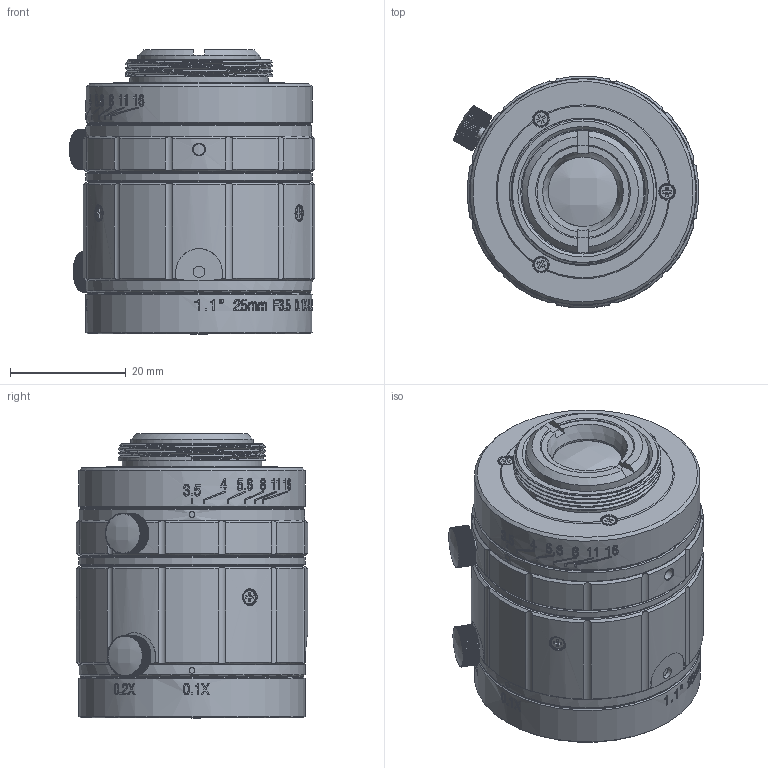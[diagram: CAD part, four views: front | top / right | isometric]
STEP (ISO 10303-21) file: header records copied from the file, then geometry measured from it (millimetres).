
FILE_DESCRIPTION (( 'STEP AP203' ), '1' );
FILE_NAME ('600111.STEP', '2025-01-14T07:38:12', ( 'Windows User' ), ( 'P R C' ), 'SwSTEP 2.0', 'SolidWorks 2020', '' );
FILE_SCHEMA (( 'CONFIG_CONTROL_DESIGN' ));
Length unit declared in the file: millimetre
Products named in the file (1): 600111
Bounding box: 42.31 x 40 x 49.15 mm (x, y, z)
Volume: 39710.6 mm3; surface area: 35898.5 mm2
Topology: 20 solids, 20 shells, 1771 faces, 4844 edges, 3233 vertices
Faces by surface type: plane 729, cylinder 520, bspline 433, cone 88, sphere 1
Full cylindrical faces by diameter (mm): 1 x4, 1.4 x6, 1.5 x6, 2 x6, 2.05 x2, 2.5 x6, 2.7 x6, 9.8 x1, 12 x1, 13.4 x1, 13.6 x2, 14.4 x2, 15.9 x1, 16 x1, 16.4 x1, 16.5 x1, 16.9 x1, 17 x1, 17.4 x2, 18 x1, 18.4 x1, 19 x2, 21.1 x2, 21.5 x2, 23.5 x1, 24 x1, 28.6 x1, 29 x2, 30.5 x1, 30.9 x1
Entity records: 81690 total; most frequent: CARTESIAN_POINT 41678, ORIENTED_EDGE 9172, DIRECTION 6591, EDGE_CURVE 4586, VERTEX_POINT 3142, AXIS2_PLACEMENT_3D 2447, EDGE_LOOP 2088, FACE_OUTER_BOUND 1868
